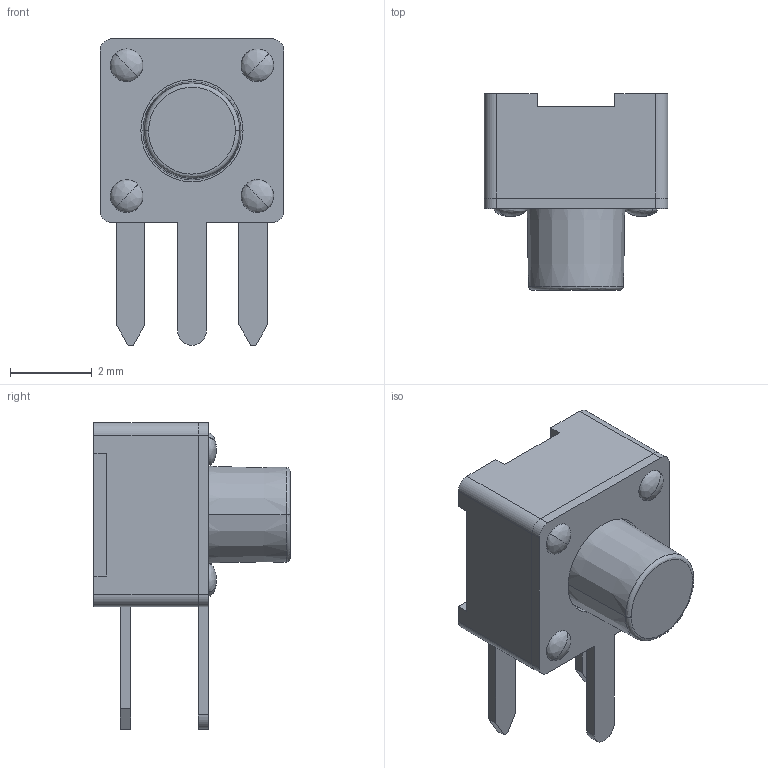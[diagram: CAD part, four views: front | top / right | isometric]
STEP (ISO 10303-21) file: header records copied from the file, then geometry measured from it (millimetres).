
FILE_DESCRIPTION (( 'STEP AP214' ), '1' );
FILE_NAME ('SW-TH_G-SWITCH_GT-TCB73B-H048-L1.STEP', '2023-05-12T01:30:18', ( '' ), ( '' ), 'SwSTEP 2.0', 'SolidWorks 2019', '' );
FILE_SCHEMA (( 'AUTOMOTIVE_DESIGN' ));
Length unit declared in the file: millimetre
Products named in the file (4): SW-TH_G-SWITCH_GT-TCB73B-H048-L1; SW1; COMPOUND_2
Assembly tree (3 placements, depth 4):
  SW-TH_G-SWITCH_GT-TCB73B-H048-L1
    SW1
      SW-TH_G-SWITCH_GT-TCB73B-H048-L1
        COMPOUND_2
Bounding box: 4.5 x 4.8 x 7.5 mm (x, y, z)
Volume: 61.8 mm3; surface area: 162.2 mm2
Topology: 15 solids, 15 shells, 366 faces, 927 edges, 600 vertices
Faces by surface type: plane 230, bspline 122, cylinder 12, cone 2
Entity records: 17021 total; most frequent: CARTESIAN_POINT 4781, ORIENTED_EDGE 1838, DIRECTION 1211, EDGE_CURVE 919, VECTOR 647, LINE 647, VERTEX_POINT 600, EDGE_LOOP 397
